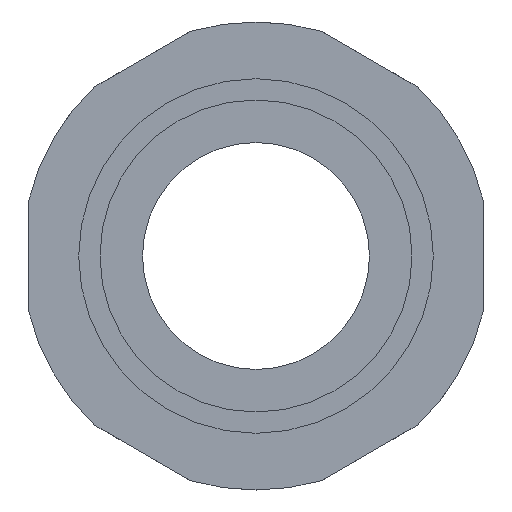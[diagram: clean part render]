
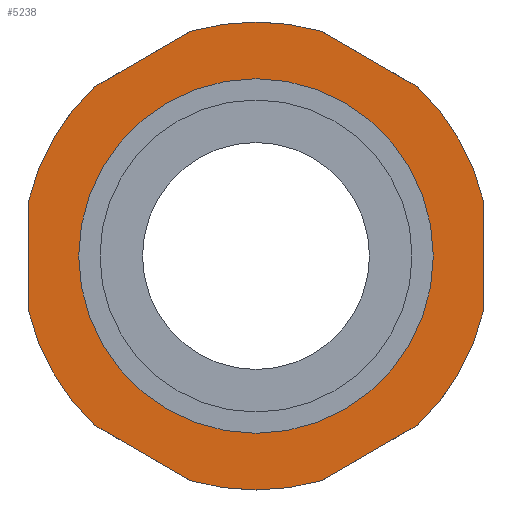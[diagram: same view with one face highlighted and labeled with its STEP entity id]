
A CAD part, front view. The second image highlights one B-rep face of the part: STEP entity #5238.
In plain terms, the highlighted planar face has unit normal (0, -1, 0).
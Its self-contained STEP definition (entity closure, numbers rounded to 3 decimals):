
#2737=DIRECTION('',(-0.866,0.,0.5));
#2738=VECTOR('',#2737,7.89);
#2739=CARTESIAN_POINT('',(-4.594,0.,-15.847));
#2740=LINE('',#2739,#2738);
#2744=CARTESIAN_POINT('',(0.,0.,0.));
#2745=DIRECTION('',(0.,1.,0.));
#2746=DIRECTION('',(-0.693,0.,-0.721));
#2747=AXIS2_PLACEMENT_3D('',#2744,#2745,#2746);
#2752=CARTESIAN_POINT('',(0.,0.,0.));
#2753=DIRECTION('',(0.,1.,0.));
#2754=DIRECTION('',(-0.971,0.,0.239));
#2755=AXIS2_PLACEMENT_3D('',#2752,#2753,#2754);
#2760=DIRECTION('',(0.866,0.,0.5));
#2761=VECTOR('',#2760,7.89);
#2762=CARTESIAN_POINT('',(-11.427,0.,11.903));
#2763=LINE('',#2762,#2761);
#2767=CARTESIAN_POINT('',(0.,0.,0.));
#2768=DIRECTION('',(0.,1.,0.));
#2769=DIRECTION('',(-0.278,0.,0.96));
#2770=AXIS2_PLACEMENT_3D('',#2767,#2768,#2769);
#2775=DIRECTION('',(0.866,0.,-0.5));
#2776=VECTOR('',#2775,7.89);
#2777=CARTESIAN_POINT('',(4.594,0.,15.847));
#2778=LINE('',#2777,#2776);
#2782=CARTESIAN_POINT('',(0.,0.,0.));
#2783=DIRECTION('',(0.,1.,0.));
#2784=DIRECTION('',(0.693,0.,0.721));
#2785=AXIS2_PLACEMENT_3D('',#2782,#2783,#2784);
#2790=CARTESIAN_POINT('',(0.,0.,0.));
#2791=DIRECTION('',(0.,1.,0.));
#2792=DIRECTION('',(0.971,0.,-0.239));
#2793=AXIS2_PLACEMENT_3D('',#2790,#2791,#2792);
#2798=DIRECTION('',(-0.866,0.,-0.5));
#2799=VECTOR('',#2798,7.89);
#2800=CARTESIAN_POINT('',(11.427,0.,-11.903));
#2801=LINE('',#2800,#2799);
#2805=CARTESIAN_POINT('',(0.,0.,0.));
#2806=DIRECTION('',(0.,1.,0.));
#2807=DIRECTION('',(0.278,0.,-0.96));
#2808=AXIS2_PLACEMENT_3D('',#2805,#2806,#2807);
#2813=CARTESIAN_POINT('',(0.,0.,0.));
#2814=DIRECTION('',(0.,-1.,0.));
#2815=DIRECTION('',(-1.,0.,0.));
#2816=AXIS2_PLACEMENT_3D('',#2813,#2814,#2815);
#2821=CARTESIAN_POINT('',(0.,0.,0.));
#2822=DIRECTION('',(0.,-1.,0.));
#2823=DIRECTION('',(1.,0.,0.));
#2824=AXIS2_PLACEMENT_3D('',#2821,#2822,#2823);
#2963=DIRECTION('',(0.,0.,1.));
#2964=VECTOR('',#2963,7.89);
#2965=CARTESIAN_POINT('',(16.021,0.,-3.945));
#2966=LINE('',#2965,#2964);
#3331=DIRECTION('',(0.,0.,-1.));
#3332=VECTOR('',#3331,7.89);
#3333=CARTESIAN_POINT('',(-16.021,0.,3.945));
#3334=LINE('',#3333,#3332);
#4866=CARTESIAN_POINT('',(-12.5,0.,0.));
#4867=CARTESIAN_POINT('',(12.5,0.,0.));
#4868=VERTEX_POINT('',#4866);
#4869=VERTEX_POINT('',#4867);
#4874=CARTESIAN_POINT('',(-4.594,0.,-15.847));
#4875=CARTESIAN_POINT('',(-11.427,0.,-11.903));
#4876=VERTEX_POINT('',#4874);
#4877=VERTEX_POINT('',#4875);
#4878=CARTESIAN_POINT('',(-16.021,0.,-3.945));
#4879=VERTEX_POINT('',#4878);
#4880=CARTESIAN_POINT('',(-16.021,0.,3.945));
#4881=VERTEX_POINT('',#4880);
#4882=CARTESIAN_POINT('',(-11.427,0.,11.903));
#4883=VERTEX_POINT('',#4882);
#4884=CARTESIAN_POINT('',(-4.594,0.,15.847));
#4885=VERTEX_POINT('',#4884);
#4886=CARTESIAN_POINT('',(4.594,0.,15.847));
#4887=VERTEX_POINT('',#4886);
#4888=CARTESIAN_POINT('',(11.427,0.,11.903));
#4889=VERTEX_POINT('',#4888);
#4890=CARTESIAN_POINT('',(16.021,0.,3.945));
#4891=VERTEX_POINT('',#4890);
#4892=CARTESIAN_POINT('',(16.021,0.,-3.945));
#4893=VERTEX_POINT('',#4892);
#4894=CARTESIAN_POINT('',(11.427,0.,-11.903));
#4895=VERTEX_POINT('',#4894);
#4896=CARTESIAN_POINT('',(4.594,0.,-15.847));
#4897=VERTEX_POINT('',#4896);
#5202=CARTESIAN_POINT('',(0.,0.,0.));
#5203=DIRECTION('',(0.,-1.,0.));
#5204=DIRECTION('',(-1.,0.,0.));
#5205=AXIS2_PLACEMENT_3D('',#5202,#5203,#5204);
#5206=PLANE('',#5205);
#5208=ORIENTED_EDGE('',*,*,#5207,.T.);
#5210=ORIENTED_EDGE('',*,*,#5209,.T.);
#5212=ORIENTED_EDGE('',*,*,#5211,.F.);
#5214=ORIENTED_EDGE('',*,*,#5213,.T.);
#5216=ORIENTED_EDGE('',*,*,#5215,.T.);
#5218=ORIENTED_EDGE('',*,*,#5217,.T.);
#5220=ORIENTED_EDGE('',*,*,#5219,.T.);
#5222=ORIENTED_EDGE('',*,*,#5221,.T.);
#5224=ORIENTED_EDGE('',*,*,#5223,.F.);
#5226=ORIENTED_EDGE('',*,*,#5225,.T.);
#5228=ORIENTED_EDGE('',*,*,#5227,.T.);
#5230=ORIENTED_EDGE('',*,*,#5229,.T.);
#5231=EDGE_LOOP('',(#5208,#5210,#5212,#5214,#5216,#5218,#5220,#5222,#5224,#5226,
#5228,#5230));
#5232=FACE_OUTER_BOUND('',#5231,.F.);
#5233=ORIENTED_EDGE('',*,*,#5184,.T.);
#5235=ORIENTED_EDGE('',*,*,#5234,.T.);
#5236=EDGE_LOOP('',(#5233,#5235));
#5237=FACE_BOUND('',#5236,.F.);
#2748=CIRCLE('',#2747,16.5);
#2756=CIRCLE('',#2755,16.5);
#2771=CIRCLE('',#2770,16.5);
#2786=CIRCLE('',#2785,16.5);
#2794=CIRCLE('',#2793,16.5);
#2809=CIRCLE('',#2808,16.5);
#2817=CIRCLE('',#2816,12.5);
#2825=CIRCLE('',#2824,12.5);
#5184=EDGE_CURVE('',#4868,#4869,#2817,.T.);
#5207=EDGE_CURVE('',#4876,#4877,#2740,.T.);
#5209=EDGE_CURVE('',#4877,#4879,#2748,.T.);
#5211=EDGE_CURVE('',#4881,#4879,#3334,.T.);
#5213=EDGE_CURVE('',#4881,#4883,#2756,.T.);
#5215=EDGE_CURVE('',#4883,#4885,#2763,.T.);
#5217=EDGE_CURVE('',#4885,#4887,#2771,.T.);
#5219=EDGE_CURVE('',#4887,#4889,#2778,.T.);
#5221=EDGE_CURVE('',#4889,#4891,#2786,.T.);
#5223=EDGE_CURVE('',#4893,#4891,#2966,.T.);
#5225=EDGE_CURVE('',#4893,#4895,#2794,.T.);
#5227=EDGE_CURVE('',#4895,#4897,#2801,.T.);
#5229=EDGE_CURVE('',#4897,#4876,#2809,.T.);
#5234=EDGE_CURVE('',#4869,#4868,#2825,.T.);
#5238=ADVANCED_FACE('',(#5232,#5237),#5206,.T.);
